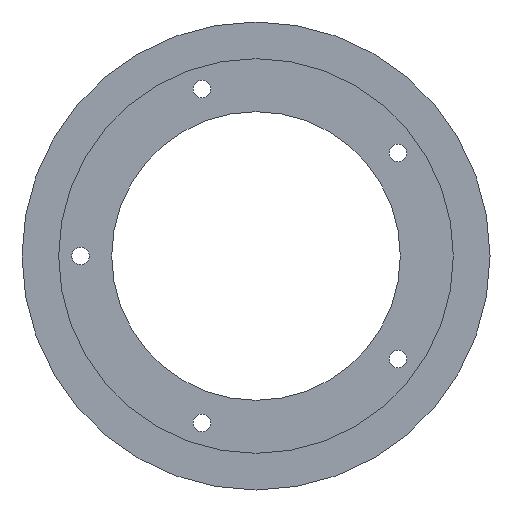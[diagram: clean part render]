
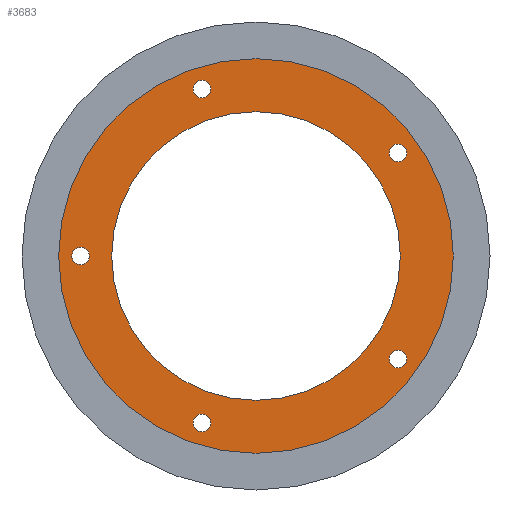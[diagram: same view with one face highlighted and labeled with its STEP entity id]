
A CAD part, front view. The second image highlights one B-rep face of the part: STEP entity #3683.
In plain terms, the highlighted planar face has unit normal (0, -1, 0).
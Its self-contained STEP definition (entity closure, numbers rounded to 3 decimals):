
#40 = CARTESIAN_POINT ( 'NONE',  ( 32.361, 0., -21.511 ) ) ;
#49 = DIRECTION ( 'NONE',  ( 0., 0., 1. ) ) ;
#133 = DIRECTION ( 'NONE',  ( 0., 1., 0. ) ) ;
#151 = AXIS2_PLACEMENT_3D ( 'NONE', #594, #7304, #11679 ) ;
#195 = DIRECTION ( 'NONE',  ( 0., 0., 1. ) ) ;
#235 = AXIS2_PLACEMENT_3D ( 'NONE', #7833, #11530, #10737 ) ;
#327 = VERTEX_POINT ( 'NONE', #10584 ) ;
#329 = FACE_BOUND ( 'NONE', #2422, .T. ) ;
#344 = EDGE_CURVE ( 'NONE', #2352, #9685, #5404, .T. ) ;
#361 = AXIS2_PLACEMENT_3D ( 'NONE', #374, #8498, #11343 ) ;
#374 = CARTESIAN_POINT ( 'NONE',  ( 0., 0., 0. ) ) ;
#392 = CARTESIAN_POINT ( 'NONE',  ( -12.361, 0., -38.042 ) ) ;
#396 = ORIENTED_EDGE ( 'NONE', *, *, #413, .T. ) ;
#413 = EDGE_CURVE ( 'NONE', #600, #3756, #4238, .T. ) ;
#424 = EDGE_CURVE ( 'NONE', #3756, #600, #10990, .T. ) ;
#482 = CARTESIAN_POINT ( 'NONE',  ( 32.361, 0., 25.511 ) ) ;
#575 = AXIS2_PLACEMENT_3D ( 'NONE', #392, #7787, #9492 ) ;
#594 = CARTESIAN_POINT ( 'NONE',  ( 32.361, 0., 23.511 ) ) ;
#600 = VERTEX_POINT ( 'NONE', #6693 ) ;
#667 = EDGE_CURVE ( 'NONE', #11945, #11596, #7592, .T. ) ;
#1003 = ORIENTED_EDGE ( 'NONE', *, *, #6138, .F. ) ;
#1005 = ORIENTED_EDGE ( 'NONE', *, *, #5805, .T. ) ;
#1061 = DIRECTION ( 'NONE',  ( 0., 0., 1. ) ) ;
#1236 = ORIENTED_EDGE ( 'NONE', *, *, #4572, .T. ) ;
#1238 = EDGE_LOOP ( 'NONE', ( #1003, #4928 ) ) ;
#1278 = EDGE_LOOP ( 'NONE', ( #1236, #10434 ) ) ;
#1583 = DIRECTION ( 'NONE',  ( 0., 1., 0. ) ) ;
#1670 = DIRECTION ( 'NONE',  ( 0., 1., 0. ) ) ;
#1901 = ORIENTED_EDGE ( 'NONE', *, *, #11357, .T. ) ;
#2120 = CARTESIAN_POINT ( 'NONE',  ( -12.361, 0., 40.042 ) ) ;
#2164 = DIRECTION ( 'NONE',  ( 0., 0., 1. ) ) ;
#2188 = CARTESIAN_POINT ( 'NONE',  ( 0., 0., 32.9 ) ) ;
#2201 = CARTESIAN_POINT ( 'NONE',  ( 0., 0., 0. ) ) ;
#2305 = VERTEX_POINT ( 'NONE', #2120 ) ;
#2352 = VERTEX_POINT ( 'NONE', #482 ) ;
#2359 = FACE_BOUND ( 'NONE', #5405, .T. ) ;
#2422 = EDGE_LOOP ( 'NONE', ( #2678, #1005 ) ) ;
#2488 = AXIS2_PLACEMENT_3D ( 'NONE', #6222, #1670, #5375 ) ;
#2641 = DIRECTION ( 'NONE',  ( 0., 1., 0. ) ) ;
#2678 = ORIENTED_EDGE ( 'NONE', *, *, #9811, .T. ) ;
#2915 = AXIS2_PLACEMENT_3D ( 'NONE', #5901, #4027, #7696 ) ;
#3070 = EDGE_LOOP ( 'NONE', ( #6239, #3499 ) ) ;
#3144 = CARTESIAN_POINT ( 'NONE',  ( 0., 0., 0. ) ) ;
#3201 = FACE_OUTER_BOUND ( 'NONE', #1238, .T. ) ;
#3228 = CIRCLE ( 'NONE', #9979, 2. ) ;
#3259 = FACE_BOUND ( 'NONE', #11423, .T. ) ;
#3499 = ORIENTED_EDGE ( 'NONE', *, *, #344, .T. ) ;
#3683 = ADVANCED_FACE ( 'NONE', ( #3201, #2359, #3259, #6939, #8634, #6823, #329 ), #4054, .F. ) ;
#3735 = AXIS2_PLACEMENT_3D ( 'NONE', #8134, #2641, #6327 ) ;
#3756 = VERTEX_POINT ( 'NONE', #9780 ) ;
#3957 = DIRECTION ( 'NONE',  ( 0., 1., 0. ) ) ;
#3974 = DIRECTION ( 'NONE',  ( 0., 1., 0. ) ) ;
#4027 = DIRECTION ( 'NONE',  ( 0., 1., 0. ) ) ;
#4045 = AXIS2_PLACEMENT_3D ( 'NONE', #4658, #9861, #8269 ) ;
#4054 = PLANE ( 'NONE',  #10537 ) ;
#4128 = EDGE_CURVE ( 'NONE', #9860, #9187, #9011, .T. ) ;
#4138 = EDGE_LOOP ( 'NONE', ( #8596, #1901 ) ) ;
#4218 = CARTESIAN_POINT ( 'NONE',  ( -12.361, 0., 36.042 ) ) ;
#4238 = CIRCLE ( 'NONE', #4045, 2. ) ;
#4370 = VERTEX_POINT ( 'NONE', #6511 ) ;
#4467 = CIRCLE ( 'NONE', #575, 2. ) ;
#4572 = EDGE_CURVE ( 'NONE', #11596, #11945, #5447, .T. ) ;
#4658 = CARTESIAN_POINT ( 'NONE',  ( -40., 0., 0. ) ) ;
#4774 = CARTESIAN_POINT ( 'NONE',  ( -12.361, 0., 38.042 ) ) ;
#4928 = ORIENTED_EDGE ( 'NONE', *, *, #10416, .F. ) ;
#5144 = DIRECTION ( 'NONE',  ( 0., 1., 0. ) ) ;
#5375 = DIRECTION ( 'NONE',  ( 0., 0., 1. ) ) ;
#5404 = CIRCLE ( 'NONE', #151, 2. ) ;
#5405 = EDGE_LOOP ( 'NONE', ( #5573, #5687 ) ) ;
#5418 = EDGE_CURVE ( 'NONE', #327, #10553, #4467, .T. ) ;
#5421 = CARTESIAN_POINT ( 'NONE',  ( 32.361, 0., -25.511 ) ) ;
#5447 = CIRCLE ( 'NONE', #6406, 2. ) ;
#5573 = ORIENTED_EDGE ( 'NONE', *, *, #4128, .T. ) ;
#5687 = ORIENTED_EDGE ( 'NONE', *, *, #5780, .T. ) ;
#5716 = DIRECTION ( 'NONE',  ( 0., 1., 0. ) ) ;
#5780 = EDGE_CURVE ( 'NONE', #9187, #9860, #7331, .T. ) ;
#5805 = EDGE_CURVE ( 'NONE', #2305, #8602, #7140, .T. ) ;
#5901 = CARTESIAN_POINT ( 'NONE',  ( 0., 0., 0. ) ) ;
#6138 = EDGE_CURVE ( 'NONE', #4370, #7708, #6575, .T. ) ;
#6222 = CARTESIAN_POINT ( 'NONE',  ( -12.361, 0., 38.042 ) ) ;
#6239 = ORIENTED_EDGE ( 'NONE', *, *, #7327, .T. ) ;
#6327 = DIRECTION ( 'NONE',  ( 0., 0., 1. ) ) ;
#6360 = AXIS2_PLACEMENT_3D ( 'NONE', #2201, #3957, #11199 ) ;
#6406 = AXIS2_PLACEMENT_3D ( 'NONE', #6685, #11405, #1061 ) ;
#6511 = CARTESIAN_POINT ( 'NONE',  ( 0., 0., -45. ) ) ;
#6547 = CARTESIAN_POINT ( 'NONE',  ( 0., 0., 0. ) ) ;
#6575 = CIRCLE ( 'NONE', #2915, 45. ) ;
#6685 = CARTESIAN_POINT ( 'NONE',  ( 32.361, 0., -23.511 ) ) ;
#6693 = CARTESIAN_POINT ( 'NONE',  ( -40., 0., -2. ) ) ;
#6823 = FACE_BOUND ( 'NONE', #3070, .T. ) ;
#6939 = FACE_BOUND ( 'NONE', #4138, .T. ) ;
#7140 = CIRCLE ( 'NONE', #9844, 2. ) ;
#7304 = DIRECTION ( 'NONE',  ( 0., 1., 0. ) ) ;
#7327 = EDGE_CURVE ( 'NONE', #9685, #2352, #10668, .T. ) ;
#7331 = CIRCLE ( 'NONE', #361, 32.9 ) ;
#7592 = CIRCLE ( 'NONE', #235, 2. ) ;
#7696 = DIRECTION ( 'NONE',  ( 0., 0., 1. ) ) ;
#7708 = VERTEX_POINT ( 'NONE', #10111 ) ;
#7787 = DIRECTION ( 'NONE',  ( 0., 1., 0. ) ) ;
#7804 = CARTESIAN_POINT ( 'NONE',  ( -12.361, 0., -36.042 ) ) ;
#7833 = CARTESIAN_POINT ( 'NONE',  ( 32.361, 0., -23.511 ) ) ;
#8134 = CARTESIAN_POINT ( 'NONE',  ( 32.361, 0., 23.511 ) ) ;
#8269 = DIRECTION ( 'NONE',  ( 0., 0., 1. ) ) ;
#8331 = CARTESIAN_POINT ( 'NONE',  ( -40., 0., 0. ) ) ;
#8467 = CIRCLE ( 'NONE', #6360, 45. ) ;
#8498 = DIRECTION ( 'NONE',  ( 0., 1., 0. ) ) ;
#8596 = ORIENTED_EDGE ( 'NONE', *, *, #5418, .T. ) ;
#8602 = VERTEX_POINT ( 'NONE', #4218 ) ;
#8611 = CARTESIAN_POINT ( 'NONE',  ( -12.361, 0., -38.042 ) ) ;
#8634 = FACE_BOUND ( 'NONE', #1278, .T. ) ;
#8820 = ORIENTED_EDGE ( 'NONE', *, *, #424, .T. ) ;
#8985 = CARTESIAN_POINT ( 'NONE',  ( 0., 0., -32.9 ) ) ;
#9011 = CIRCLE ( 'NONE', #11905, 32.9 ) ;
#9187 = VERTEX_POINT ( 'NONE', #2188 ) ;
#9492 = DIRECTION ( 'NONE',  ( 0., 0., 1. ) ) ;
#9685 = VERTEX_POINT ( 'NONE', #11230 ) ;
#9780 = CARTESIAN_POINT ( 'NONE',  ( -40., 0., 2. ) ) ;
#9811 = EDGE_CURVE ( 'NONE', #8602, #2305, #11939, .T. ) ;
#9844 = AXIS2_PLACEMENT_3D ( 'NONE', #4774, #133, #195 ) ;
#9860 = VERTEX_POINT ( 'NONE', #8985 ) ;
#9861 = DIRECTION ( 'NONE',  ( 0., 1., 0. ) ) ;
#9979 = AXIS2_PLACEMENT_3D ( 'NONE', #8611, #3974, #2164 ) ;
#10111 = CARTESIAN_POINT ( 'NONE',  ( 0., 0., 45. ) ) ;
#10416 = EDGE_CURVE ( 'NONE', #7708, #4370, #8467, .T. ) ;
#10434 = ORIENTED_EDGE ( 'NONE', *, *, #667, .T. ) ;
#10537 = AXIS2_PLACEMENT_3D ( 'NONE', #3144, #5144, #10625 ) ;
#10553 = VERTEX_POINT ( 'NONE', #7804 ) ;
#10584 = CARTESIAN_POINT ( 'NONE',  ( -12.361, 0., -40.042 ) ) ;
#10625 = DIRECTION ( 'NONE',  ( 0., 0., 1. ) ) ;
#10668 = CIRCLE ( 'NONE', #3735, 2. ) ;
#10737 = DIRECTION ( 'NONE',  ( 0., 0., 1. ) ) ;
#10791 = AXIS2_PLACEMENT_3D ( 'NONE', #8331, #1583, #11053 ) ;
#10990 = CIRCLE ( 'NONE', #10791, 2. ) ;
#11053 = DIRECTION ( 'NONE',  ( 0., 0., 1. ) ) ;
#11199 = DIRECTION ( 'NONE',  ( 0., 0., 1. ) ) ;
#11230 = CARTESIAN_POINT ( 'NONE',  ( 32.361, 0., 21.511 ) ) ;
#11343 = DIRECTION ( 'NONE',  ( 0., 0., 1. ) ) ;
#11357 = EDGE_CURVE ( 'NONE', #10553, #327, #3228, .T. ) ;
#11405 = DIRECTION ( 'NONE',  ( 0., 1., 0. ) ) ;
#11423 = EDGE_LOOP ( 'NONE', ( #396, #8820 ) ) ;
#11530 = DIRECTION ( 'NONE',  ( 0., 1., 0. ) ) ;
#11596 = VERTEX_POINT ( 'NONE', #5421 ) ;
#11679 = DIRECTION ( 'NONE',  ( 0., 0., 1. ) ) ;
#11905 = AXIS2_PLACEMENT_3D ( 'NONE', #6547, #5716, #49 ) ;
#11939 = CIRCLE ( 'NONE', #2488, 2. ) ;
#11945 = VERTEX_POINT ( 'NONE', #40 ) ;
